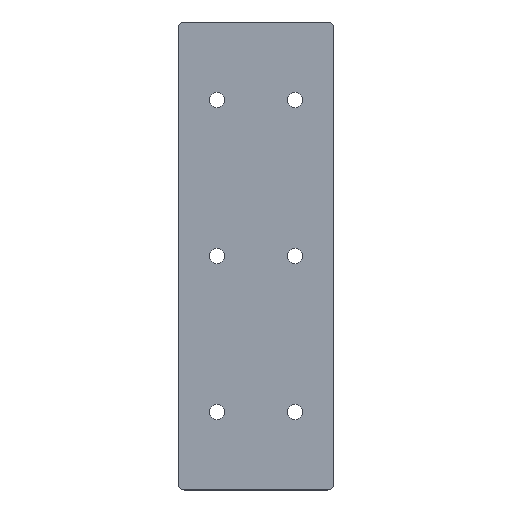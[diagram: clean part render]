
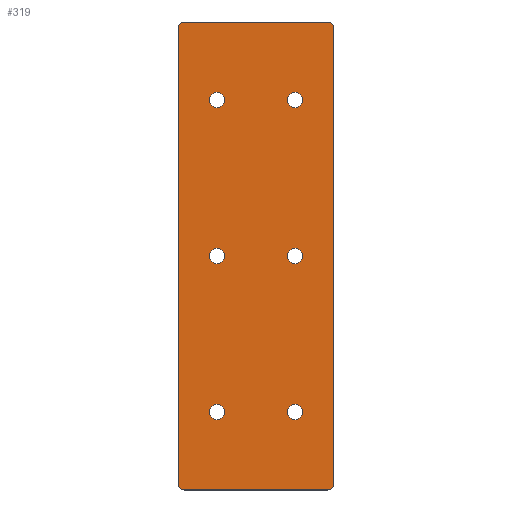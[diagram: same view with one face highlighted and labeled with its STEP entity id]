
A CAD part, top view. The second image highlights one B-rep face of the part: STEP entity #319.
In plain terms, the highlighted planar face has unit normal (0, 0, 1).
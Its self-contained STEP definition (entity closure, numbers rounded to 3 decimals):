
#15=FACE_BOUND('',#64,.T.);
#16=FACE_BOUND('',#65,.T.);
#17=FACE_BOUND('',#66,.T.);
#18=FACE_BOUND('',#67,.T.);
#19=FACE_BOUND('',#68,.T.);
#20=FACE_BOUND('',#69,.T.);
#31=PLANE('',#378);
#47=FACE_OUTER_BOUND('',#63,.T.);
#63=EDGE_LOOP('',(#267,#268,#269,#270,#271,#272,#273,#274));
#64=EDGE_LOOP('',(#275));
#65=EDGE_LOOP('',(#276));
#66=EDGE_LOOP('',(#277));
#67=EDGE_LOOP('',(#278));
#68=EDGE_LOOP('',(#279));
#69=EDGE_LOOP('',(#280));
#86=LINE('',#526,#108);
#90=LINE('',#538,#112);
#94=LINE('',#550,#116);
#98=LINE('',#560,#120);
#108=VECTOR('',#435,10.);
#112=VECTOR('',#447,10.);
#116=VECTOR('',#459,10.);
#120=VECTOR('',#471,10.);
#121=CIRCLE('',#345,2.5);
#123=CIRCLE('',#348,2.5);
#125=CIRCLE('',#351,2.5);
#127=CIRCLE('',#354,2.5);
#129=CIRCLE('',#357,2.5);
#131=CIRCLE('',#360,2.5);
#134=CIRCLE('',#364,2.);
#136=CIRCLE('',#368,2.);
#138=CIRCLE('',#372,2.);
#140=CIRCLE('',#376,2.);
#141=VERTEX_POINT('',#478);
#143=VERTEX_POINT('',#484);
#145=VERTEX_POINT('',#490);
#147=VERTEX_POINT('',#496);
#149=VERTEX_POINT('',#502);
#151=VERTEX_POINT('',#508);
#155=VERTEX_POINT('',#517);
#156=VERTEX_POINT('',#519);
#158=VERTEX_POINT('',#525);
#160=VERTEX_POINT('',#531);
#162=VERTEX_POINT('',#537);
#164=VERTEX_POINT('',#543);
#166=VERTEX_POINT('',#549);
#168=VERTEX_POINT('',#555);
#169=EDGE_CURVE('',#141,#141,#121,.T.);
#172=EDGE_CURVE('',#143,#143,#123,.T.);
#175=EDGE_CURVE('',#145,#145,#125,.T.);
#178=EDGE_CURVE('',#147,#147,#127,.T.);
#181=EDGE_CURVE('',#149,#149,#129,.T.);
#184=EDGE_CURVE('',#151,#151,#131,.T.);
#189=EDGE_CURVE('',#156,#155,#134,.T.);
#192=EDGE_CURVE('',#158,#156,#86,.T.);
#195=EDGE_CURVE('',#160,#158,#136,.T.);
#198=EDGE_CURVE('',#162,#160,#90,.T.);
#201=EDGE_CURVE('',#164,#162,#138,.T.);
#204=EDGE_CURVE('',#166,#164,#94,.T.);
#207=EDGE_CURVE('',#168,#166,#140,.T.);
#210=EDGE_CURVE('',#155,#168,#98,.T.);
#267=ORIENTED_EDGE('',*,*,#210,.T.);
#268=ORIENTED_EDGE('',*,*,#207,.T.);
#269=ORIENTED_EDGE('',*,*,#204,.T.);
#270=ORIENTED_EDGE('',*,*,#201,.T.);
#271=ORIENTED_EDGE('',*,*,#198,.T.);
#272=ORIENTED_EDGE('',*,*,#195,.T.);
#273=ORIENTED_EDGE('',*,*,#192,.T.);
#274=ORIENTED_EDGE('',*,*,#189,.T.);
#275=ORIENTED_EDGE('',*,*,#169,.T.);
#276=ORIENTED_EDGE('',*,*,#172,.T.);
#277=ORIENTED_EDGE('',*,*,#175,.T.);
#278=ORIENTED_EDGE('',*,*,#178,.T.);
#279=ORIENTED_EDGE('',*,*,#181,.T.);
#280=ORIENTED_EDGE('',*,*,#184,.T.);
#319=ADVANCED_FACE('',(#47,#15,#16,#17,#18,#19,#20),#31,.T.);
#345=AXIS2_PLACEMENT_3D('',#479,#384,#385);
#348=AXIS2_PLACEMENT_3D('',#485,#391,#392);
#351=AXIS2_PLACEMENT_3D('',#491,#398,#399);
#354=AXIS2_PLACEMENT_3D('',#497,#405,#406);
#357=AXIS2_PLACEMENT_3D('',#503,#412,#413);
#360=AXIS2_PLACEMENT_3D('',#509,#419,#420);
#364=AXIS2_PLACEMENT_3D('',#520,#429,#430);
#368=AXIS2_PLACEMENT_3D('',#532,#441,#442);
#372=AXIS2_PLACEMENT_3D('',#544,#453,#454);
#376=AXIS2_PLACEMENT_3D('',#556,#465,#466);
#378=AXIS2_PLACEMENT_3D('',#561,#472,#473);
#384=DIRECTION('center_axis',(0.,0.,-1.));
#385=DIRECTION('ref_axis',(1.,0.,0.));
#391=DIRECTION('center_axis',(0.,0.,-1.));
#392=DIRECTION('ref_axis',(1.,0.,0.));
#398=DIRECTION('center_axis',(0.,0.,-1.));
#399=DIRECTION('ref_axis',(1.,0.,0.));
#405=DIRECTION('center_axis',(0.,0.,-1.));
#406=DIRECTION('ref_axis',(1.,0.,0.));
#412=DIRECTION('center_axis',(0.,0.,-1.));
#413=DIRECTION('ref_axis',(1.,0.,0.));
#419=DIRECTION('center_axis',(0.,0.,-1.));
#420=DIRECTION('ref_axis',(1.,0.,0.));
#429=DIRECTION('center_axis',(0.,0.,1.));
#430=DIRECTION('ref_axis',(-1.,0.,0.));
#435=DIRECTION('',(0.,-1.,0.));
#441=DIRECTION('center_axis',(0.,0.,1.));
#442=DIRECTION('ref_axis',(0.,1.,0.));
#447=DIRECTION('',(-1.,0.,0.));
#453=DIRECTION('center_axis',(0.,0.,1.));
#454=DIRECTION('ref_axis',(1.,0.,0.));
#459=DIRECTION('',(0.,1.,0.));
#465=DIRECTION('center_axis',(0.,0.,1.));
#466=DIRECTION('ref_axis',(0.,-1.,0.));
#471=DIRECTION('',(1.,0.,0.));
#472=DIRECTION('center_axis',(0.,0.,1.));
#473=DIRECTION('ref_axis',(1.,0.,0.));
#478=CARTESIAN_POINT('',(10.,-50.,2.));
#479=CARTESIAN_POINT('Origin',(12.5,-50.,2.));
#484=CARTESIAN_POINT('',(10.,0.,2.));
#485=CARTESIAN_POINT('Origin',(12.5,0.,2.));
#490=CARTESIAN_POINT('',(10.,50.,2.));
#491=CARTESIAN_POINT('Origin',(12.5,50.,2.));
#496=CARTESIAN_POINT('',(-15.,-50.,2.));
#497=CARTESIAN_POINT('Origin',(-12.5,-50.,2.));
#502=CARTESIAN_POINT('',(-15.,0.,2.));
#503=CARTESIAN_POINT('Origin',(-12.5,0.,2.));
#508=CARTESIAN_POINT('',(-15.,50.,2.));
#509=CARTESIAN_POINT('Origin',(-12.5,50.,2.));
#517=CARTESIAN_POINT('',(-23.,-75.,2.));
#519=CARTESIAN_POINT('',(-25.,-73.,2.));
#520=CARTESIAN_POINT('Origin',(-23.,-73.,2.));
#525=CARTESIAN_POINT('',(-25.,73.,2.));
#526=CARTESIAN_POINT('',(-25.,73.,2.));
#531=CARTESIAN_POINT('',(-23.,75.,2.));
#532=CARTESIAN_POINT('Origin',(-23.,73.,2.));
#537=CARTESIAN_POINT('',(23.,75.,2.));
#538=CARTESIAN_POINT('',(23.,75.,2.));
#543=CARTESIAN_POINT('',(25.,73.,2.));
#544=CARTESIAN_POINT('Origin',(23.,73.,2.));
#549=CARTESIAN_POINT('',(25.,-73.,2.));
#550=CARTESIAN_POINT('',(25.,-73.,2.));
#555=CARTESIAN_POINT('',(23.,-75.,2.));
#556=CARTESIAN_POINT('Origin',(23.,-73.,2.));
#560=CARTESIAN_POINT('',(-23.,-75.,2.));
#561=CARTESIAN_POINT('Origin',(0.,0.,2.));
